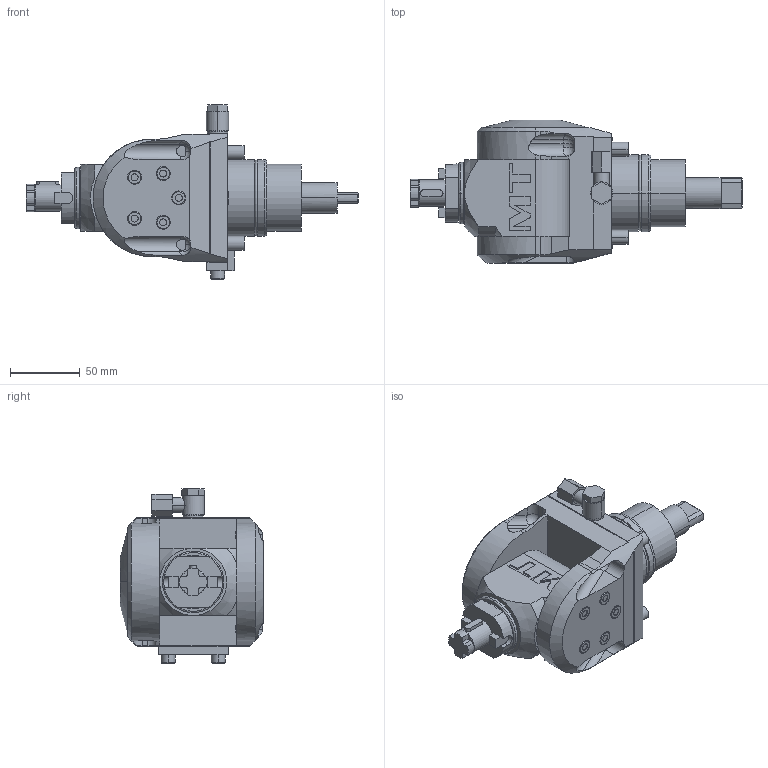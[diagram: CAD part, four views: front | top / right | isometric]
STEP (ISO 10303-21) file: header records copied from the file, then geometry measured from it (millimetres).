
FILE_DESCRIPTION((''),'2;1');
FILE_NAME('BGL0460519_CONF','2023-06-14T11:46:53',('gvalli'),('M.T. srl'),'CREO PARAMETRIC BY PTC INC, 2021072','CREO PARAMETRIC BY PTC INC, 2021072','');
FILE_SCHEMA(('CONFIG_CONTROL_DESIGN'));
Length unit declared in the file: millimetre
Products named in the file (1): BGL0460519_CONF
Bounding box: 237.55 x 102.7 x 124.5 mm (x, y, z)
Volume: 787476.6 mm3; surface area: 84150.6 mm2
Topology: 1 solids, 1 shells, 420 faces, 1082 edges, 683 vertices
Faces by surface type: plane 226, cylinder 124, torus 24, cone 24, sphere 18, extrusion 4
Entity records: 13977 total; most frequent: CARTESIAN_POINT 3685, DIRECTION 2161, ORIENTED_EDGE 2132, EDGE_CURVE 1066, AXIS2_PLACEMENT_3D 789, VERTEX_POINT 683, VECTOR 583, LINE 579
